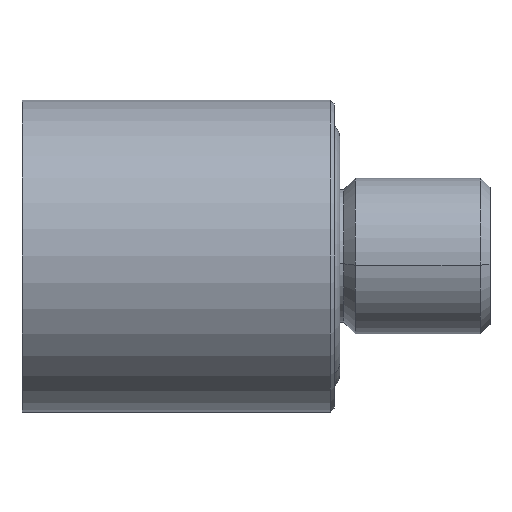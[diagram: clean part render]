
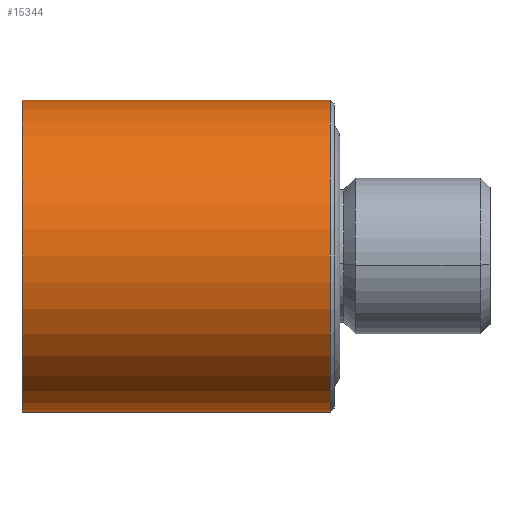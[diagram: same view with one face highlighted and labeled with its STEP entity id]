
A CAD part, left-side view. The second image highlights one B-rep face of the part: STEP entity #15344.
In plain terms, the highlighted cylindrical face has radius 8 mm (diameter 16 mm), a partial arc.
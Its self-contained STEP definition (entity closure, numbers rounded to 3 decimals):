
#132 = DIRECTION ( 'NONE',  ( 0., 1., 0. ) ) ;
#366 = VERTEX_POINT ( 'NONE', #16823 ) ;
#894 = EDGE_CURVE ( 'NONE', #24107, #24513, #7401, .T. ) ;
#1387 = EDGE_LOOP ( 'NONE', ( #24506, #25042, #16011, #8333 ) ) ;
#3642 = DIRECTION ( 'NONE',  ( 0., 1., 0. ) ) ;
#4354 = CARTESIAN_POINT ( 'NONE',  ( 0., 0.2, -8. ) ) ;
#6295 = LINE ( 'NONE', #19270, #24717 ) ;
#6474 = DIRECTION ( 'NONE',  ( 0., 0., -1. ) ) ;
#7401 = LINE ( 'NONE', #15992, #12371 ) ;
#8333 = ORIENTED_EDGE ( 'NONE', *, *, #11560, .F. ) ;
#10800 = CARTESIAN_POINT ( 'NONE',  ( 0., 0.2, 0. ) ) ;
#11213 = CARTESIAN_POINT ( 'NONE',  ( 0., 0.2, 8. ) ) ;
#11358 = DIRECTION ( 'NONE',  ( 0., -1., 0. ) ) ;
#11560 = EDGE_CURVE ( 'NONE', #366, #24513, #22343, .T. ) ;
#11643 = CIRCLE ( 'NONE', #15234, 8. ) ;
#12371 = VECTOR ( 'NONE', #16550, 1000. ) ;
#13799 = AXIS2_PLACEMENT_3D ( 'NONE', #21406, #132, #6474 ) ;
#15234 = AXIS2_PLACEMENT_3D ( 'NONE', #10800, #11358, #26240 ) ;
#15344 = ADVANCED_FACE ( 'NONE', ( #23124 ), #25214, .T. ) ;
#15651 = CARTESIAN_POINT ( 'NONE',  ( 0., 16., 8. ) ) ;
#15992 = CARTESIAN_POINT ( 'NONE',  ( 0., 0., 8. ) ) ;
#16011 = ORIENTED_EDGE ( 'NONE', *, *, #894, .T. ) ;
#16550 = DIRECTION ( 'NONE',  ( 0., 1., 0. ) ) ;
#16823 = CARTESIAN_POINT ( 'NONE',  ( 0., 16., -8. ) ) ;
#16940 = DIRECTION ( 'NONE',  ( 0., 1., 0. ) ) ;
#17213 = EDGE_CURVE ( 'NONE', #24107, #25543, #11643, .T. ) ;
#18395 = EDGE_CURVE ( 'NONE', #25543, #366, #6295, .T. ) ;
#19270 = CARTESIAN_POINT ( 'NONE',  ( 0., 0., -8. ) ) ;
#21406 = CARTESIAN_POINT ( 'NONE',  ( 0., 16., 0. ) ) ;
#22343 = CIRCLE ( 'NONE', #13799, 8. ) ;
#23124 = FACE_OUTER_BOUND ( 'NONE', #1387, .T. ) ;
#24107 = VERTEX_POINT ( 'NONE', #11213 ) ;
#24506 = ORIENTED_EDGE ( 'NONE', *, *, #18395, .F. ) ;
#24513 = VERTEX_POINT ( 'NONE', #15651 ) ;
#24717 = VECTOR ( 'NONE', #3642, 1000. ) ;
#25042 = ORIENTED_EDGE ( 'NONE', *, *, #17213, .F. ) ;
#25214 = CYLINDRICAL_SURFACE ( 'NONE', #27241, 8. ) ;
#25543 = VERTEX_POINT ( 'NONE', #4354 ) ;
#25632 = CARTESIAN_POINT ( 'NONE',  ( 0., 0., 0. ) ) ;
#26240 = DIRECTION ( 'NONE',  ( 0., 0., 1. ) ) ;
#27241 = AXIS2_PLACEMENT_3D ( 'NONE', #25632, #16940, #27722 ) ;
#27722 = DIRECTION ( 'NONE',  ( 0., 0., 1. ) ) ;
